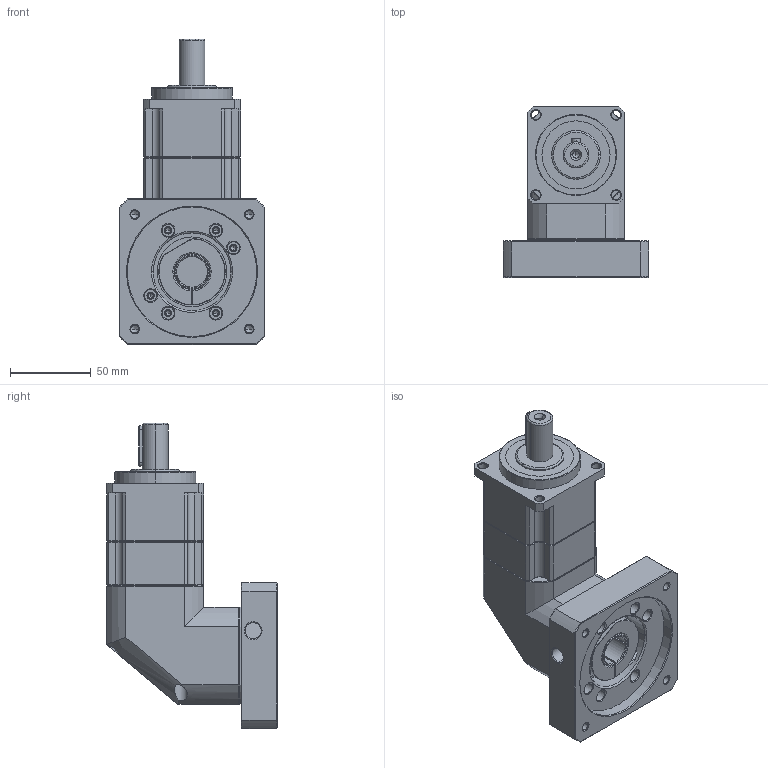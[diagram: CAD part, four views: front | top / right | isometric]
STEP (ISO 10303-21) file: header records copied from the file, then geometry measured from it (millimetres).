
FILE_DESCRIPTION (( 'STEP AP214' ), '1' );
FILE_NAME ('SBL060-L2-19-80-100M6.STEP', '2021-12-25T06:51:31', ( 'admin' ), ( '' ), 'SwSTEP 2.0', 'SolidWorks 2013', '' );
FILE_SCHEMA (( 'AUTOMOTIVE_DESIGN' ));
Length unit declared in the file: millimetre
Products named in the file (6): SB060_X2_4E007EA79F7F5708_X0_; SB060_X2_8F9351FA7AEF_X0_; SBL060-80-100M6; SBL060_X2_8F9351658F7495017D2773AF_X0_-19; SBL060-19; SBL060-L2-19-80-100M6
Assembly tree (5 placements, depth 2):
  SBL060-L2-19-80-100M6
    SBL060-19
    SBL060_X2_8F9351658F7495017D2773AF_X0_-19
    SBL060-80-100M6
    SB060_X2_8F9351FA7AEF_X0_
    SB060_X2_4E007EA79F7F5708_X0_
Bounding box: 90 x 105.5 x 188.5 mm (x, y, z)
Volume: 625842.2 mm3; surface area: 106375.1 mm2
Topology: 11 solids, 11 shells, 530 faces, 1292 edges, 785 vertices
Faces by surface type: cylinder 182, plane 180, cone 151, bspline 17
Entity records: 22517 total; most frequent: CARTESIAN_POINT 4058, DIRECTION 2651, ORIENTED_EDGE 2520, EDGE_CURVE 1260, AXIS2_PLACEMENT_3D 1038, VERTEX_POINT 785, EDGE_LOOP 603, VECTOR 575
